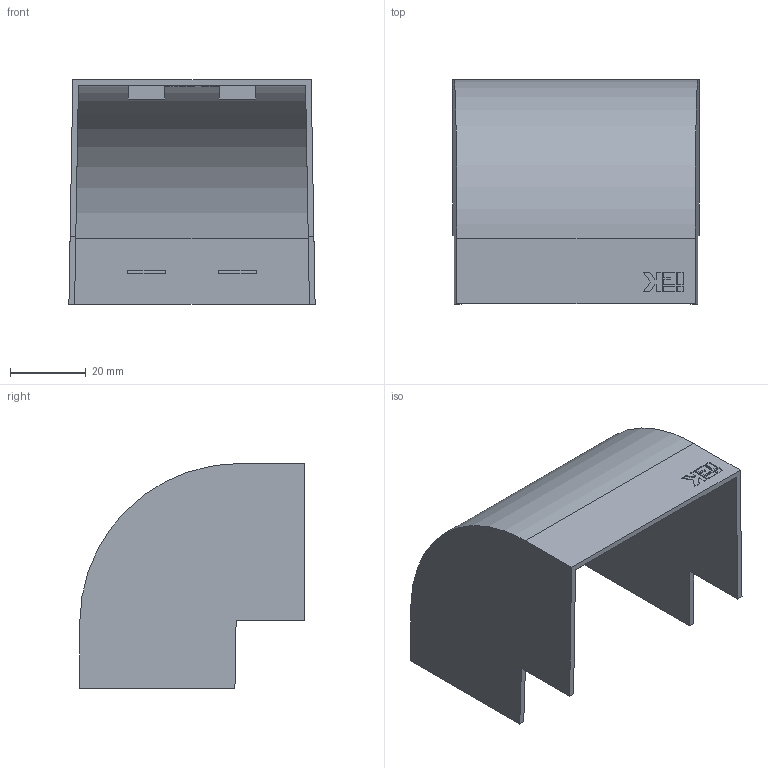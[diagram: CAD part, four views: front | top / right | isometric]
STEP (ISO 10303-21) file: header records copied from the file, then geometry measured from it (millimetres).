
FILE_DESCRIPTION (( 'STEP AP214' ), '1' );
FILE_NAME ('CKMP10D-N-060-040-K01 Âíåøíèé óãîë ÊÌÍ 60õ40 (4 øò._êîìï.).STEP', '2016-06-20T06:24:17', ( '' ), ( '' ), 'SwSTEP 2.0', 'SolidWorks 2014', '' );
FILE_SCHEMA (( 'AUTOMOTIVE_DESIGN' ));
Length unit declared in the file: millimetre
Products named in the file (1): CKMP10D-N-060-040-K01 Âíåøíèé óãîë ÊÌÍ 60õ40 (4 øò._êîìï.)
Bounding box: 65.02 x 59.3 x 59.3 mm (x, y, z)
Volume: 17594.9 mm3; surface area: 24201.4 mm2
Topology: 1 solids, 1 shells, 259 faces, 711 edges, 474 vertices
Faces by surface type: plane 164, bspline 89, cylinder 6
Entity records: 10725 total; most frequent: CARTESIAN_POINT 4734, ORIENTED_EDGE 1422, DIRECTION 871, EDGE_CURVE 711, VECTOR 521, LINE 521, VERTEX_POINT 474, EDGE_LOOP 279
